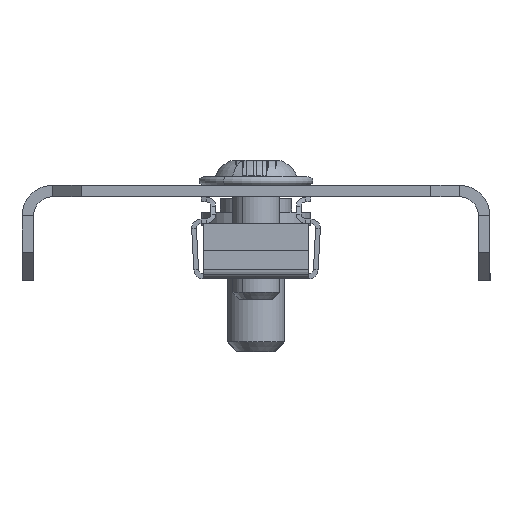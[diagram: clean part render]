
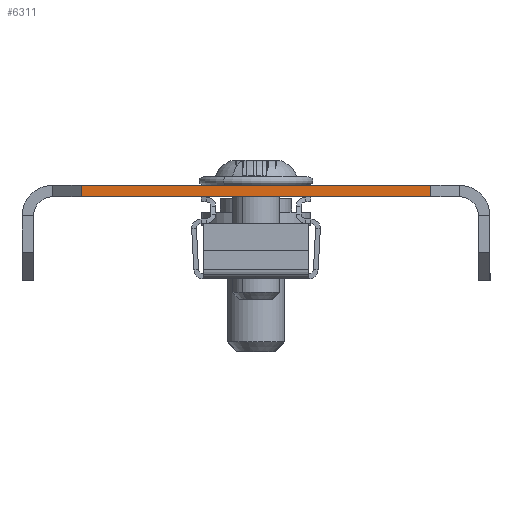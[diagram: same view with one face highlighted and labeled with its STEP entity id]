
A CAD part, left-side view. The second image highlights one B-rep face of the part: STEP entity #6311.
In plain terms, the highlighted planar face has unit normal (-1, 0, 0).
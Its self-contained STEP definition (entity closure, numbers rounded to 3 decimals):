
#17 = CARTESIAN_POINT ( 'NONE',  ( -345., 18.3, 1.2 ) ) ;
#57 = LINE ( 'NONE', #386, #1612 ) ;
#260 = VERTEX_POINT ( 'NONE', #5166 ) ;
#297 = CARTESIAN_POINT ( 'NONE',  ( -345., -18.3, 1.2 ) ) ;
#386 = CARTESIAN_POINT ( 'NONE',  ( -345., -18.3, 1.2 ) ) ;
#774 = ORIENTED_EDGE ( 'NONE', *, *, #1060, .T. ) ;
#868 = VERTEX_POINT ( 'NONE', #2212 ) ;
#1044 = DIRECTION ( 'NONE',  ( 0., 0., 1. ) ) ;
#1060 = EDGE_CURVE ( 'NONE', #868, #7046, #4707, .T. ) ;
#1243 = ORIENTED_EDGE ( 'NONE', *, *, #4163, .F. ) ;
#1315 = AXIS2_PLACEMENT_3D ( 'NONE', #6928, #5887, #2983 ) ;
#1321 = DIRECTION ( 'NONE',  ( 0., -1., 0. ) ) ;
#1612 = VECTOR ( 'NONE', #1044, 1000. ) ;
#1864 = LINE ( 'NONE', #6638, #5526 ) ;
#2212 = CARTESIAN_POINT ( 'NONE',  ( -345., 18.3, 0. ) ) ;
#2253 = PLANE ( 'NONE',  #1315 ) ;
#2354 = VECTOR ( 'NONE', #6991, 1000. ) ;
#2609 = EDGE_LOOP ( 'NONE', ( #774, #5320, #1243, #3698 ) ) ;
#2983 = DIRECTION ( 'NONE',  ( 0., 0., -1. ) ) ;
#3551 = DIRECTION ( 'NONE',  ( 0., -1., 0. ) ) ;
#3616 = CARTESIAN_POINT ( 'NONE',  ( -345., -18.3, 0. ) ) ;
#3698 = ORIENTED_EDGE ( 'NONE', *, *, #5675, .T. ) ;
#3981 = FACE_OUTER_BOUND ( 'NONE', #2609, .T. ) ;
#4163 = EDGE_CURVE ( 'NONE', #260, #5993, #1864, .T. ) ;
#4707 = LINE ( 'NONE', #4785, #6907 ) ;
#4785 = CARTESIAN_POINT ( 'NONE',  ( -345., -21.3, 0. ) ) ;
#5166 = CARTESIAN_POINT ( 'NONE',  ( -345., 18.3, 1.2 ) ) ;
#5185 = LINE ( 'NONE', #17, #2354 ) ;
#5320 = ORIENTED_EDGE ( 'NONE', *, *, #6885, .T. ) ;
#5526 = VECTOR ( 'NONE', #1321, 1000. ) ;
#5675 = EDGE_CURVE ( 'NONE', #260, #868, #5185, .T. ) ;
#5887 = DIRECTION ( 'NONE',  ( 1., 0., 0. ) ) ;
#5993 = VERTEX_POINT ( 'NONE', #297 ) ;
#6311 = ADVANCED_FACE ( 'NONE', ( #3981 ), #2253, .F. ) ;
#6638 = CARTESIAN_POINT ( 'NONE',  ( -345., -21.3, 1.2 ) ) ;
#6885 = EDGE_CURVE ( 'NONE', #7046, #5993, #57, .T. ) ;
#6907 = VECTOR ( 'NONE', #3551, 1000. ) ;
#6928 = CARTESIAN_POINT ( 'NONE',  ( -345., -21.3, 1.2 ) ) ;
#6991 = DIRECTION ( 'NONE',  ( 0., 0., -1. ) ) ;
#7046 = VERTEX_POINT ( 'NONE', #3616 ) ;
